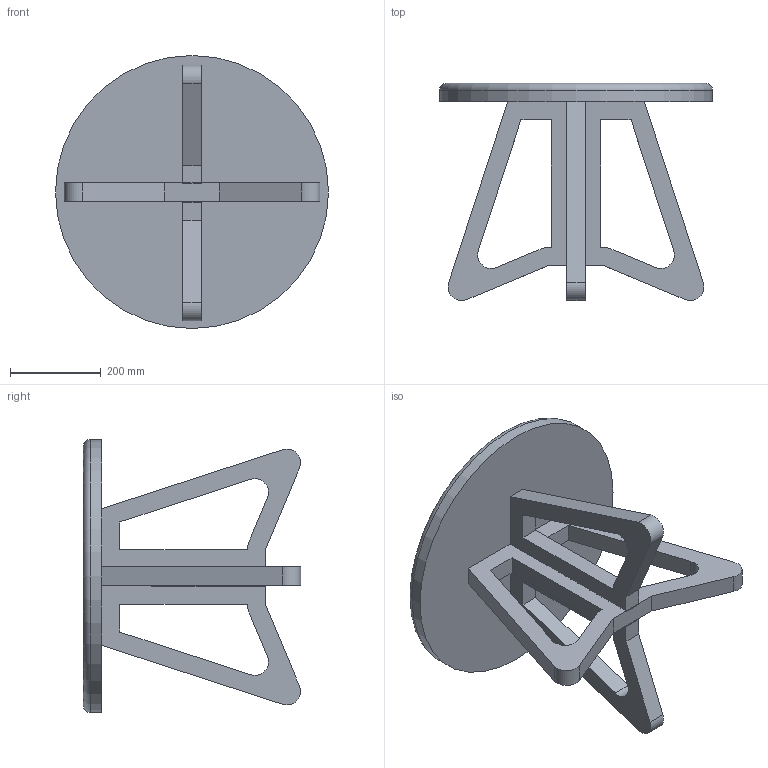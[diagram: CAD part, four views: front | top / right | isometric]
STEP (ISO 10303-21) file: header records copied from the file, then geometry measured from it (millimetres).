
FILE_DESCRIPTION(/* description */ (''),/* implementation_level */ '2;1');
FILE_NAME(/* name */ 'Ensamblajes.step',/* time_stamp */ '2018-04-05T19:09:09+01:00',/* author */ ('diazjavi55'),/* organization */ (''),/* preprocessor_version */ 'ST-DEVELOPER v16.13',/* originating_system */ 'Autodesk Translation Framework v6.5.0.72',/* authorisation */ '');
FILE_SCHEMA (('AUTOMOTIVE_DESIGN { 1 0 10303 214 3 1 1 }'));
Length unit declared in the file: millimetre
Products named in the file (4): Ensamblaje; Pata 1; Pata 2; Base
Assembly tree (3 placements, depth 2):
  Ensamblaje
    Pata 1
    Pata 2
    Base
Bounding box: 600 x 477.1 x 600 mm (x, y, z)
Volume: 18609700.7 mm3; surface area: 1345800.7 mm2
Topology: 3 solids, 3 shells, 76 faces, 211 edges, 141 vertices
Faces by surface type: plane 66, cylinder 9, torus 1
Full cylindrical faces by diameter (mm): 600 x1
Entity records: 2572 total; most frequent: CARTESIAN_POINT 436, ORIENTED_EDGE 422, DIRECTION 401, EDGE_CURVE 211, LINE 189, VECTOR 189, VERTEX_POINT 141, AXIS2_PLACEMENT_3D 106
